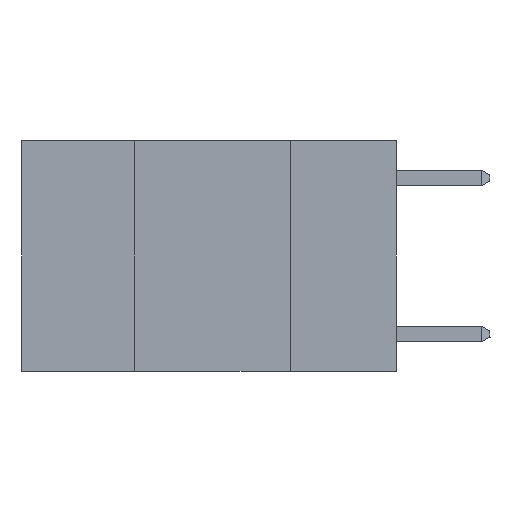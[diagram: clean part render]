
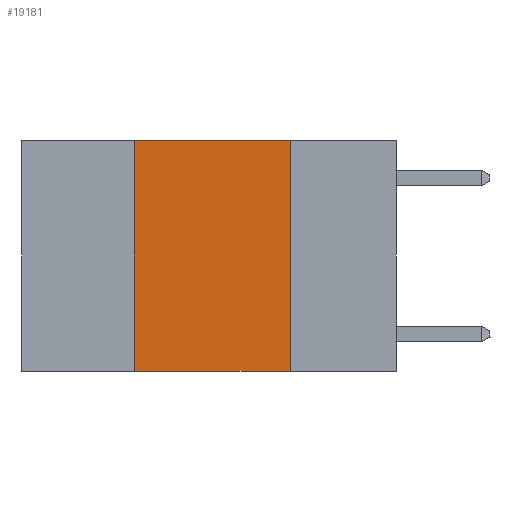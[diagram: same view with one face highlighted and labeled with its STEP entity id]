
A CAD part, left-side view. The second image highlights one B-rep face of the part: STEP entity #19181.
In plain terms, the highlighted planar face has unit normal (-1, 0, 0).
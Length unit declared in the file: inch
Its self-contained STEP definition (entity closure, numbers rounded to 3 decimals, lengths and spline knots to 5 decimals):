
#134 = FACE_OUTER_BOUND ( 'NONE', #9700, .T. ) ;
#508 = VECTOR ( 'NONE', #12187, 39.37008 ) ;
#557 = LINE ( 'NONE', #13841, #508 ) ;
#1066 = DIRECTION ( 'NONE',  ( 0., -1., 0. ) ) ;
#2020 = ORIENTED_EDGE ( 'NONE', *, *, #19845, .F. ) ;
#2038 = ORIENTED_EDGE ( 'NONE', *, *, #15065, .F. ) ;
#2210 = CARTESIAN_POINT ( 'NONE',  ( 0., 0.17, -0.37 ) ) ;
#2251 = ORIENTED_EDGE ( 'NONE', *, *, #12963, .F. ) ;
#2620 = ORIENTED_EDGE ( 'NONE', *, *, #19659, .T. ) ;
#3396 = CARTESIAN_POINT ( 'NONE',  ( 0., 0.17, 0. ) ) ;
#3560 = AXIS2_PLACEMENT_3D ( 'NONE', #15028, #6859, #18391 ) ;
#3831 = VECTOR ( 'NONE', #6073, 39.37008 ) ;
#6073 = DIRECTION ( 'NONE',  ( 0., -1., 0. ) ) ;
#6859 = DIRECTION ( 'NONE',  ( 1., 0., 0. ) ) ;
#9078 = LINE ( 'NONE', #3396, #13437 ) ;
#9700 = EDGE_LOOP ( 'NONE', ( #2020, #2038, #2251, #2620 ) ) ;
#12159 = LINE ( 'NONE', #17580, #3831 ) ;
#12187 = DIRECTION ( 'NONE',  ( 0., 0., 1. ) ) ;
#12796 = CARTESIAN_POINT ( 'NONE',  ( 0., 0.6, -0.37 ) ) ;
#12963 = EDGE_CURVE ( 'NONE', #17884, #14260, #557, .T. ) ;
#13363 = DIRECTION ( 'NONE',  ( 0., 0., -1. ) ) ;
#13392 = PLANE ( 'NONE',  #3560 ) ;
#13437 = VECTOR ( 'NONE', #13363, 39.37008 ) ;
#13598 = CARTESIAN_POINT ( 'NONE',  ( 0., 0.42, -0.37 ) ) ;
#13841 = CARTESIAN_POINT ( 'NONE',  ( 0., 0.42, 0. ) ) ;
#14260 = VERTEX_POINT ( 'NONE', #15285 ) ;
#14853 = CARTESIAN_POINT ( 'NONE',  ( 0., 0.17, 0. ) ) ;
#15028 = CARTESIAN_POINT ( 'NONE',  ( 0., 0.6, 0. ) ) ;
#15065 = EDGE_CURVE ( 'NONE', #14260, #18475, #12159, .T. ) ;
#15180 = VECTOR ( 'NONE', #1066, 39.37008 ) ;
#15285 = CARTESIAN_POINT ( 'NONE',  ( 0., 0.42, 0. ) ) ;
#15547 = VERTEX_POINT ( 'NONE', #2210 ) ;
#17580 = CARTESIAN_POINT ( 'NONE',  ( 0., 0.6, 0. ) ) ;
#17884 = VERTEX_POINT ( 'NONE', #13598 ) ;
#18391 = DIRECTION ( 'NONE',  ( 0., 0., -1. ) ) ;
#18475 = VERTEX_POINT ( 'NONE', #14853 ) ;
#19181 = ADVANCED_FACE ( 'NONE', ( #134 ), #13392, .F. ) ;
#19595 = LINE ( 'NONE', #12796, #15180 ) ;
#19659 = EDGE_CURVE ( 'NONE', #17884, #15547, #19595, .T. ) ;
#19845 = EDGE_CURVE ( 'NONE', #18475, #15547, #9078, .T. ) ;
